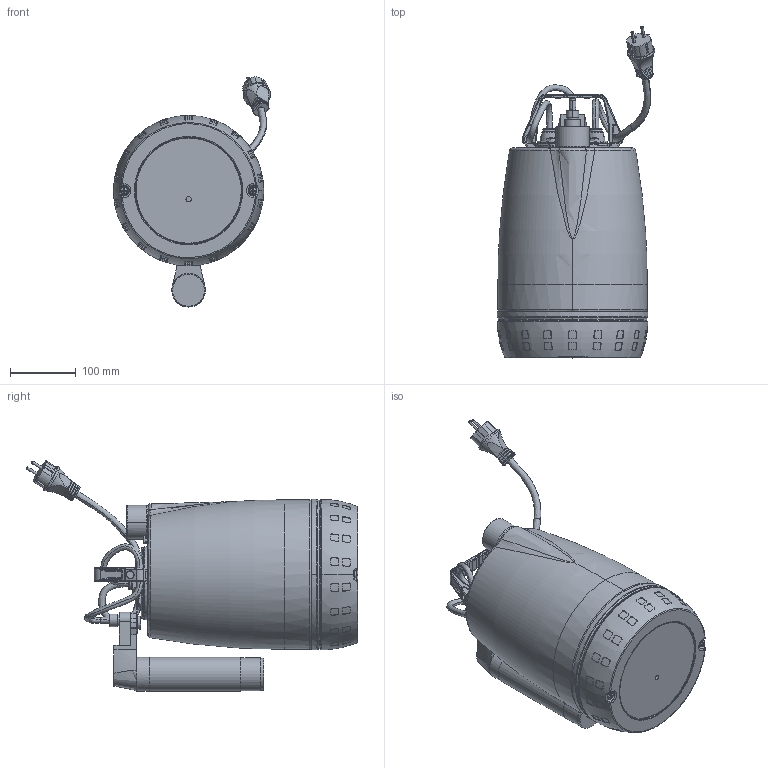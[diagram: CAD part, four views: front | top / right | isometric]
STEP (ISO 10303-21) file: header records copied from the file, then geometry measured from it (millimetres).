
FILE_DESCRIPTION (( 'STEP AP203' ), '1' );
FILE_NAME ('4_93_601_13_REV00.step', '2023-06-14T14:52:21', ( '' ), ( '' ), 'SwSTEP 2.0', 'SolidWorks 2020', '' );
FILE_SCHEMA (( 'CONFIG_CONTROL_DESIGN' ));
Length unit declared in the file: millimetre
Products named in the file (5): Copia di 4_93_601_10_REV00^4_93_601_13_REV00; Copia di GF^4_93_601_13_REV00; Copia di 137930^4_93_601_13_REV00; Copia di 3_92_236_REV00^4_93_601_13_REV00; 4_93_601_13_REV00
Assembly tree (4 placements, depth 2):
  4_93_601_13_REV00
    Copia di 137930^4_93_601_13_REV00
    Copia di 4_93_601_10_REV00^4_93_601_13_REV00
    Copia di 3_92_236_REV00^4_93_601_13_REV00
    Copia di GF^4_93_601_13_REV00
Bounding box: 238.31 x 502.85 x 348.83 mm (x, y, z)
Volume: 13117779.5 mm3; surface area: 558195 mm2
Topology: 27 solids, 28 shells, 1941 faces, 4922 edges, 3049 vertices
Faces by surface type: cylinder 677, plane 662, bspline 452, cone 76, torus 62, sphere 12
Entity records: 121239 total; most frequent: CARTESIAN_POINT 79494, ORIENTED_EDGE 9728, DIRECTION 6546, EDGE_CURVE 4864, VERTEX_POINT 3047, AXIS2_PLACEMENT_3D 2305, B_SPLINE_CURVE_WITH_KNOTS 2058, EDGE_LOOP 2057
